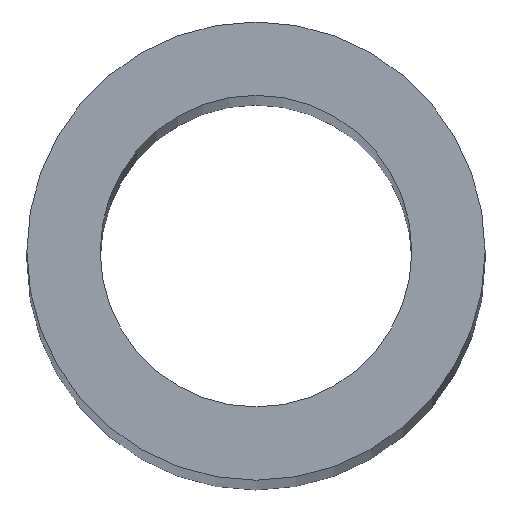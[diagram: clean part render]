
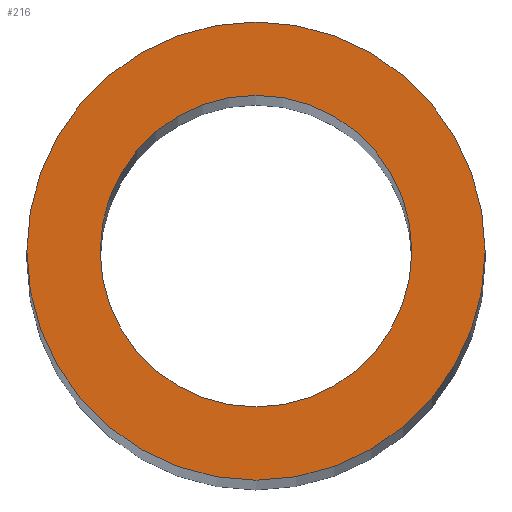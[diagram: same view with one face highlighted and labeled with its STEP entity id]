
A CAD part, top view. The second image highlights one B-rep face of the part: STEP entity #216.
In plain terms, the highlighted planar face has unit normal (0, 0, 1).
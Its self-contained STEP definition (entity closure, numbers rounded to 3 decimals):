
#1 = ORIENTED_EDGE ( 'NONE', *, *, #229, .F. ) ;
#12 = ORIENTED_EDGE ( 'NONE', *, *, #137, .F. ) ;
#13 = EDGE_CURVE ( 'NONE', #33, #134, #51, .T. ) ;
#20 = CARTESIAN_POINT ( 'NONE',  ( 0., 0., 152.4 ) ) ;
#27 = CARTESIAN_POINT ( 'NONE',  ( 0., 0., 152.4 ) ) ;
#33 = VERTEX_POINT ( 'NONE', #189 ) ;
#34 = DIRECTION ( 'NONE',  ( 0., 0., 1. ) ) ;
#35 = DIRECTION ( 'NONE',  ( 1., 0., 0. ) ) ;
#41 = DIRECTION ( 'NONE',  ( 1., 0., 0. ) ) ;
#42 = FACE_OUTER_BOUND ( 'NONE', #61, .T. ) ;
#51 = CIRCLE ( 'NONE', #171, 12.5 ) ;
#53 = AXIS2_PLACEMENT_3D ( 'NONE', #231, #149, #41 ) ;
#61 = EDGE_LOOP ( 'NONE', ( #228, #105 ) ) ;
#80 = DIRECTION ( 'NONE',  ( 0., 0., 1. ) ) ;
#83 = DIRECTION ( 'NONE',  ( 1., 0., 0. ) ) ;
#91 = EDGE_CURVE ( 'NONE', #134, #33, #188, .T. ) ;
#94 = CIRCLE ( 'NONE', #53, 8.5 ) ;
#104 = AXIS2_PLACEMENT_3D ( 'NONE', #111, #34, #35 ) ;
#105 = ORIENTED_EDGE ( 'NONE', *, *, #91, .T. ) ;
#111 = CARTESIAN_POINT ( 'NONE',  ( 0., 0., 152.4 ) ) ;
#113 = EDGE_LOOP ( 'NONE', ( #12, #1 ) ) ;
#116 = CARTESIAN_POINT ( 'NONE',  ( 0., 0., 152.4 ) ) ;
#134 = VERTEX_POINT ( 'NONE', #158 ) ;
#137 = EDGE_CURVE ( 'NONE', #150, #209, #94, .T. ) ;
#149 = DIRECTION ( 'NONE',  ( 0., 0., 1. ) ) ;
#150 = VERTEX_POINT ( 'NONE', #224 ) ;
#156 = DIRECTION ( 'NONE',  ( 0., 0., 1. ) ) ;
#158 = CARTESIAN_POINT ( 'NONE',  ( 12.5, 0., 152.4 ) ) ;
#164 = DIRECTION ( 'NONE',  ( 0., 0., 1. ) ) ;
#165 = PLANE ( 'NONE',  #235 ) ;
#168 = AXIS2_PLACEMENT_3D ( 'NONE', #27, #80, #83 ) ;
#170 = CIRCLE ( 'NONE', #104, 8.5 ) ;
#171 = AXIS2_PLACEMENT_3D ( 'NONE', #116, #156, #236 ) ;
#188 = CIRCLE ( 'NONE', #168, 12.5 ) ;
#189 = CARTESIAN_POINT ( 'NONE',  ( -12.5, 0., 152.4 ) ) ;
#199 = CARTESIAN_POINT ( 'NONE',  ( 8.5, 0., 152.4 ) ) ;
#209 = VERTEX_POINT ( 'NONE', #199 ) ;
#216 = ADVANCED_FACE ( 'NONE', ( #42, #223 ), #165, .T. ) ;
#223 = FACE_BOUND ( 'NONE', #113, .T. ) ;
#224 = CARTESIAN_POINT ( 'NONE',  ( -8.5, 0., 152.4 ) ) ;
#228 = ORIENTED_EDGE ( 'NONE', *, *, #13, .T. ) ;
#229 = EDGE_CURVE ( 'NONE', #209, #150, #170, .T. ) ;
#231 = CARTESIAN_POINT ( 'NONE',  ( 0., 0., 152.4 ) ) ;
#235 = AXIS2_PLACEMENT_3D ( 'NONE', #20, #164, #245 ) ;
#236 = DIRECTION ( 'NONE',  ( 1., 0., 0. ) ) ;
#245 = DIRECTION ( 'NONE',  ( 1., 0., 0. ) ) ;
